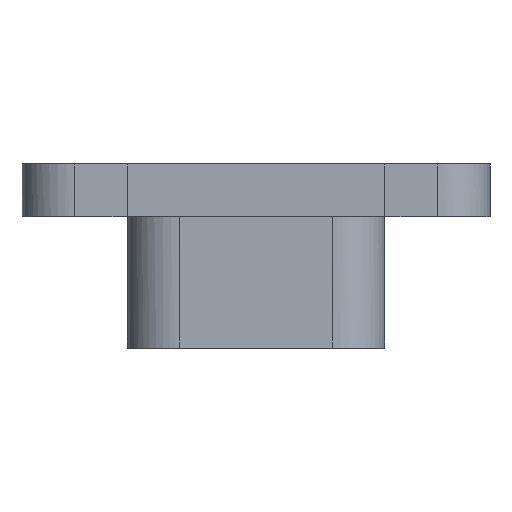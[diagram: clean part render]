
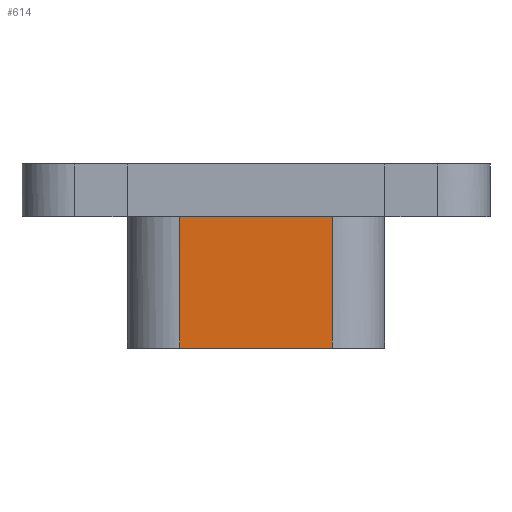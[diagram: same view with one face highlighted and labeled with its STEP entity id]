
A CAD part, left-side view. The second image highlights one B-rep face of the part: STEP entity #614.
In plain terms, the highlighted planar face has unit normal (-1, 0, 0).
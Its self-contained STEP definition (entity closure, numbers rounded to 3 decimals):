
#614=ADVANCED_FACE('',(#672),#1720,.T.);
#672=FACE_OUTER_BOUND('',#730,.T.);
#730=EDGE_LOOP('',(#973,#974,#975,#976));
#973=ORIENTED_EDGE('',*,*,#1215,.T.);
#974=ORIENTED_EDGE('',*,*,#1216,.T.);
#975=ORIENTED_EDGE('',*,*,#1217,.T.);
#976=ORIENTED_EDGE('',*,*,#1218,.T.);
#1215=EDGE_CURVE('',#1695,#1696,#1457,.T.);
#1216=EDGE_CURVE('',#1696,#1697,#1458,.T.);
#1217=EDGE_CURVE('',#1697,#1698,#1459,.T.);
#1218=EDGE_CURVE('',#1698,#1695,#1460,.T.);
#1457=B_SPLINE_CURVE_WITH_KNOTS('',1,(#3421,#3422),.UNSPECIFIED.,.F.,.F.,
(2,2),(-14.5,14.5),.UNSPECIFIED.);
#1458=B_SPLINE_CURVE_WITH_KNOTS('',1,(#3423,#3424),.UNSPECIFIED.,.F.,.F.,
(2,2),(-15.,10.),.UNSPECIFIED.);
#1459=B_SPLINE_CURVE_WITH_KNOTS('',1,(#3425,#3426),.UNSPECIFIED.,.F.,.F.,
(2,2),(-14.5,14.5),.UNSPECIFIED.);
#1460=B_SPLINE_CURVE_WITH_KNOTS('',1,(#3427,#3428),.UNSPECIFIED.,.F.,.F.,
(2,2),(-10.,15.),.UNSPECIFIED.);
#1695=VERTEX_POINT('',#3417);
#1696=VERTEX_POINT('',#3418);
#1697=VERTEX_POINT('',#3419);
#1698=VERTEX_POINT('',#3420);
#1720=PLANE('',#1762);
#1762=AXIS2_PLACEMENT_3D('',#3416,#1787,$);
#1787=DIRECTION('',(-1.,0.,0.));
#3416=CARTESIAN_POINT('',(-263.749,-625.478,0.));
#3417=CARTESIAN_POINT('',(-263.749,-625.478,0.));
#3418=CARTESIAN_POINT('',(-263.749,-596.478,0.));
#3419=CARTESIAN_POINT('',(-263.749,-596.478,-25.));
#3420=CARTESIAN_POINT('',(-263.749,-625.478,-25.));
#3421=CARTESIAN_POINT('',(-263.749,-625.478,0.));
#3422=CARTESIAN_POINT('',(-263.749,-596.478,0.));
#3423=CARTESIAN_POINT('',(-263.749,-596.478,0.));
#3424=CARTESIAN_POINT('',(-263.749,-596.478,-25.));
#3425=CARTESIAN_POINT('',(-263.749,-596.478,-25.));
#3426=CARTESIAN_POINT('',(-263.749,-625.478,-25.));
#3427=CARTESIAN_POINT('',(-263.749,-625.478,-25.));
#3428=CARTESIAN_POINT('',(-263.749,-625.478,0.));
